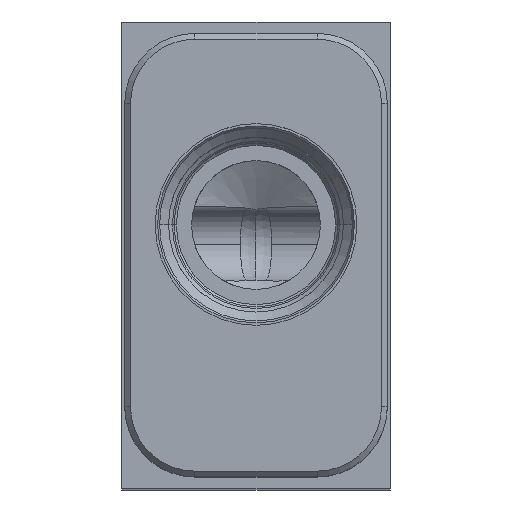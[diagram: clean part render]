
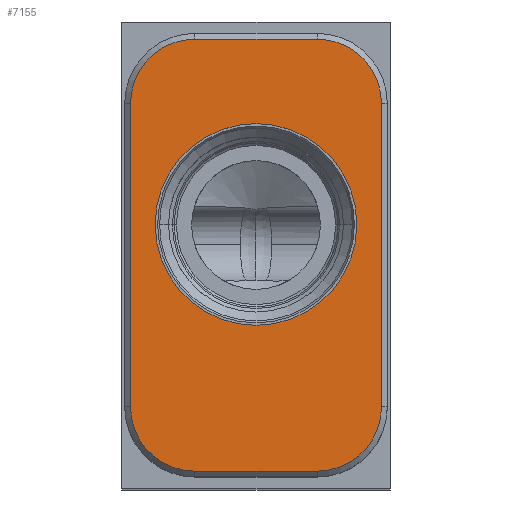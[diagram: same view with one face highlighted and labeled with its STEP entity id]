
A CAD part, top view. The second image highlights one B-rep face of the part: STEP entity #7155.
In plain terms, the highlighted planar face has unit normal (0, 0, 1).
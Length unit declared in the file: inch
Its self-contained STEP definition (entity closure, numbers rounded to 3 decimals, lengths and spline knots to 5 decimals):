
#3196=CARTESIAN_POINT('',(0.719,-1.085,4.5));
#3197=DIRECTION('',(0.,0.,-1.));
#3198=DIRECTION('',(-1.,0.,0.));
#3199=AXIS2_PLACEMENT_3D('',#3196,#3197,#3198);
#3201=CARTESIAN_POINT('',(0.719,-1.085,4.5));
#3202=DIRECTION('',(0.,0.,-1.));
#3203=DIRECTION('',(1.,0.,0.));
#3204=AXIS2_PLACEMENT_3D('',#3201,#3202,#3203);
#3206=CARTESIAN_POINT('',(1.047,-2.062,4.5));
#3207=DIRECTION('',(0.,0.,-1.));
#3208=DIRECTION('',(1.,0.,0.));
#3209=AXIS2_PLACEMENT_3D('',#3206,#3207,#3208);
#3220=DIRECTION('',(0.,-1.,0.));
#3221=VECTOR('',#3220,1.625);
#3222=CARTESIAN_POINT('',(1.391,-0.437,4.5));
#3223=LINE('',#3222,#3221);
#3232=CARTESIAN_POINT('',(1.047,-0.437,4.5));
#3233=DIRECTION('',(0.,0.,-1.));
#3234=DIRECTION('',(0.,1.,0.));
#3235=AXIS2_PLACEMENT_3D('',#3232,#3233,#3234);
#3246=DIRECTION('',(1.,0.,0.));
#3247=VECTOR('',#3246,0.656);
#3248=CARTESIAN_POINT('',(0.391,-0.093,4.5));
#3249=LINE('',#3248,#3247);
#3258=CARTESIAN_POINT('',(0.391,-0.437,4.5));
#3259=DIRECTION('',(0.,0.,-1.));
#3260=DIRECTION('',(-1.,0.,0.));
#3261=AXIS2_PLACEMENT_3D('',#3258,#3259,#3260);
#3272=DIRECTION('',(0.,1.,0.));
#3273=VECTOR('',#3272,1.625);
#3274=CARTESIAN_POINT('',(0.047,-2.062,4.5));
#3275=LINE('',#3274,#3273);
#3280=CARTESIAN_POINT('',(0.391,-2.062,4.5));
#3281=DIRECTION('',(0.,0.,-1.));
#3282=DIRECTION('',(0.,-1.,0.));
#3283=AXIS2_PLACEMENT_3D('',#3280,#3281,#3282);
#3298=DIRECTION('',(-1.,0.,0.));
#3299=VECTOR('',#3298,0.656);
#3300=CARTESIAN_POINT('',(1.047,-2.406,4.5));
#3301=LINE('',#3300,#3299);
#5216=CARTESIAN_POINT('',(0.047,-2.062,4.5));
#5217=CARTESIAN_POINT('',(0.047,-0.437,4.5));
#5218=VERTEX_POINT('',#5216);
#5219=VERTEX_POINT('',#5217);
#5224=CARTESIAN_POINT('',(0.391,-0.093,4.5));
#5225=VERTEX_POINT('',#5224);
#5228=CARTESIAN_POINT('',(1.047,-0.093,4.5));
#5229=VERTEX_POINT('',#5228);
#5232=CARTESIAN_POINT('',(1.391,-0.437,4.5));
#5233=VERTEX_POINT('',#5232);
#5236=CARTESIAN_POINT('',(1.391,-2.062,4.5));
#5237=VERTEX_POINT('',#5236);
#5240=CARTESIAN_POINT('',(1.047,-2.406,4.5));
#5241=VERTEX_POINT('',#5240);
#5244=CARTESIAN_POINT('',(0.391,-2.406,4.5));
#5245=VERTEX_POINT('',#5244);
#5288=CARTESIAN_POINT('',(0.179,-1.085,4.5));
#5289=CARTESIAN_POINT('',(1.259,-1.085,4.5));
#5290=VERTEX_POINT('',#5288);
#5291=VERTEX_POINT('',#5289);
#7127=CARTESIAN_POINT('',(0.,0.,4.5));
#7128=DIRECTION('',(0.,0.,1.));
#7129=DIRECTION('',(1.,0.,0.));
#7130=AXIS2_PLACEMENT_3D('',#7127,#7128,#7129);
#7131=PLANE('',#7130);
#7133=ORIENTED_EDGE('',*,*,#7132,.T.);
#7135=ORIENTED_EDGE('',*,*,#7134,.T.);
#7137=ORIENTED_EDGE('',*,*,#7136,.T.);
#7139=ORIENTED_EDGE('',*,*,#7138,.T.);
#7141=ORIENTED_EDGE('',*,*,#7140,.T.);
#7143=ORIENTED_EDGE('',*,*,#7142,.T.);
#7145=ORIENTED_EDGE('',*,*,#7144,.T.);
#7147=ORIENTED_EDGE('',*,*,#7146,.T.);
#7148=EDGE_LOOP('',(#7133,#7135,#7137,#7139,#7141,#7143,#7145,#7147));
#7149=FACE_OUTER_BOUND('',#7148,.F.);
#7151=ORIENTED_EDGE('',*,*,#7150,.F.);
#7152=ORIENTED_EDGE('',*,*,#7117,.F.);
#7153=EDGE_LOOP('',(#7151,#7152));
#7154=FACE_BOUND('',#7153,.F.);
#7155=ADVANCED_FACE('',(#7149,#7154),#7131,.T.);
#3200=CIRCLE('',#3199,0.54);
#3205=CIRCLE('',#3204,0.54);
#3210=CIRCLE('',#3209,0.344);
#3236=CIRCLE('',#3235,0.344);
#3262=CIRCLE('',#3261,0.344);
#3284=CIRCLE('',#3283,0.344);
#7117=EDGE_CURVE('',#5291,#5290,#3205,.T.);
#7132=EDGE_CURVE('',#5237,#5241,#3210,.T.);
#7134=EDGE_CURVE('',#5241,#5245,#3301,.T.);
#7136=EDGE_CURVE('',#5245,#5218,#3284,.T.);
#7138=EDGE_CURVE('',#5218,#5219,#3275,.T.);
#7140=EDGE_CURVE('',#5219,#5225,#3262,.T.);
#7142=EDGE_CURVE('',#5225,#5229,#3249,.T.);
#7144=EDGE_CURVE('',#5229,#5233,#3236,.T.);
#7146=EDGE_CURVE('',#5233,#5237,#3223,.T.);
#7150=EDGE_CURVE('',#5290,#5291,#3200,.T.);
